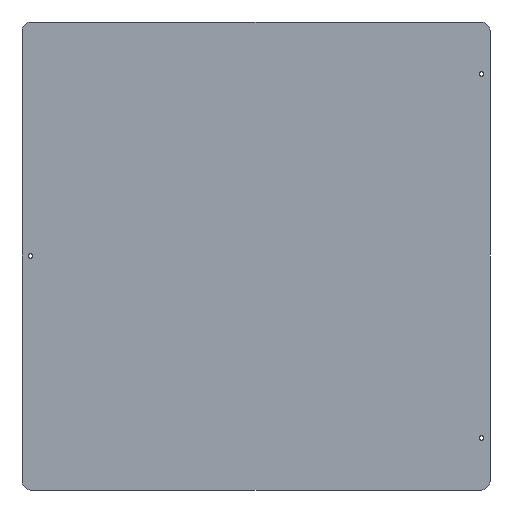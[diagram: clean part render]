
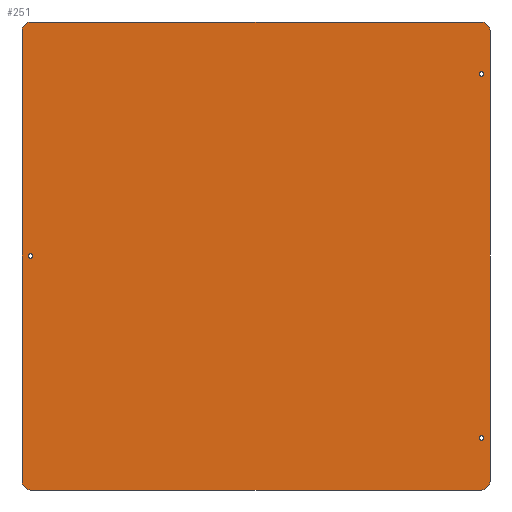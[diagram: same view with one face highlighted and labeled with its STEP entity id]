
A CAD part, front view. The second image highlights one B-rep face of the part: STEP entity #251.
In plain terms, the highlighted planar face has unit normal (0, -1, 0).
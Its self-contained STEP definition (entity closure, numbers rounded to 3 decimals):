
#18=FACE_BOUND('',#56,.T.);
#19=FACE_BOUND('',#57,.T.);
#20=FACE_BOUND('',#58,.T.);
#26=PLANE('',#292);
#39=FACE_OUTER_BOUND('',#55,.T.);
#55=EDGE_LOOP('',(#221,#222,#223,#224,#225,#226,#227,#228));
#56=EDGE_LOOP('',(#229));
#57=EDGE_LOOP('',(#230));
#58=EDGE_LOOP('',(#231));
#63=LINE('',#383,#82);
#69=LINE('',#409,#88);
#72=LINE('',#417,#91);
#77=LINE('',#435,#96);
#82=VECTOR('',#307,10.);
#88=VECTOR('',#333,10.);
#91=VECTOR('',#342,10.);
#96=VECTOR('',#365,10.);
#97=CIRCLE('',#267,5.);
#105=CIRCLE('',#278,5.);
#106=CIRCLE('',#281,5.);
#107=CIRCLE('',#284,5.);
#108=CIRCLE('',#286,1.265);
#109=CIRCLE('',#288,1.265);
#110=CIRCLE('',#290,1.265);
#111=VERTEX_POINT('',#370);
#112=VERTEX_POINT('',#371);
#116=VERTEX_POINT('',#381);
#125=VERTEX_POINT('',#403);
#126=VERTEX_POINT('',#407);
#127=VERTEX_POINT('',#411);
#128=VERTEX_POINT('',#415);
#129=VERTEX_POINT('',#419);
#130=VERTEX_POINT('',#423);
#131=VERTEX_POINT('',#427);
#132=VERTEX_POINT('',#431);
#133=EDGE_CURVE('',#111,#112,#97,.T.);
#139=EDGE_CURVE('',#111,#116,#63,.T.);
#149=EDGE_CURVE('',#125,#116,#105,.T.);
#152=EDGE_CURVE('',#125,#126,#69,.T.);
#153=EDGE_CURVE('',#127,#126,#106,.T.);
#156=EDGE_CURVE('',#127,#128,#72,.T.);
#157=EDGE_CURVE('',#129,#128,#107,.T.);
#160=EDGE_CURVE('',#130,#130,#108,.T.);
#162=EDGE_CURVE('',#131,#131,#109,.T.);
#164=EDGE_CURVE('',#132,#132,#110,.T.);
#165=EDGE_CURVE('',#129,#112,#77,.T.);
#221=ORIENTED_EDGE('',*,*,#133,.F.);
#222=ORIENTED_EDGE('',*,*,#139,.T.);
#223=ORIENTED_EDGE('',*,*,#149,.F.);
#224=ORIENTED_EDGE('',*,*,#152,.T.);
#225=ORIENTED_EDGE('',*,*,#153,.F.);
#226=ORIENTED_EDGE('',*,*,#156,.T.);
#227=ORIENTED_EDGE('',*,*,#157,.F.);
#228=ORIENTED_EDGE('',*,*,#165,.T.);
#229=ORIENTED_EDGE('',*,*,#160,.T.);
#230=ORIENTED_EDGE('',*,*,#162,.T.);
#231=ORIENTED_EDGE('',*,*,#164,.T.);
#251=ADVANCED_FACE('',(#39,#18,#19,#20),#26,.T.);
#267=AXIS2_PLACEMENT_3D('',#372,#297,#298);
#278=AXIS2_PLACEMENT_3D('',#404,#327,#328);
#281=AXIS2_PLACEMENT_3D('',#412,#336,#337);
#284=AXIS2_PLACEMENT_3D('',#420,#345,#346);
#286=AXIS2_PLACEMENT_3D('',#425,#351,#352);
#288=AXIS2_PLACEMENT_3D('',#429,#356,#357);
#290=AXIS2_PLACEMENT_3D('',#433,#361,#362);
#292=AXIS2_PLACEMENT_3D('',#436,#366,#367);
#297=DIRECTION('center_axis',(0.,1.,0.));
#298=DIRECTION('ref_axis',(-0.707,0.,-0.707));
#307=DIRECTION('',(1.,0.,0.));
#327=DIRECTION('center_axis',(0.,1.,0.));
#328=DIRECTION('ref_axis',(0.707,0.,-0.707));
#333=DIRECTION('',(0.,0.,1.));
#336=DIRECTION('center_axis',(0.,1.,0.));
#337=DIRECTION('ref_axis',(0.707,0.,0.707));
#342=DIRECTION('',(-1.,0.,0.));
#345=DIRECTION('center_axis',(0.,1.,0.));
#346=DIRECTION('ref_axis',(-0.707,0.,0.707));
#351=DIRECTION('center_axis',(0.,1.,0.));
#352=DIRECTION('ref_axis',(0.,0.,1.));
#356=DIRECTION('center_axis',(0.,1.,0.));
#357=DIRECTION('ref_axis',(0.,0.,1.));
#361=DIRECTION('center_axis',(0.,1.,0.));
#362=DIRECTION('ref_axis',(0.,0.,1.));
#365=DIRECTION('',(0.,0.,-1.));
#366=DIRECTION('center_axis',(0.,-1.,0.));
#367=DIRECTION('ref_axis',(0.,0.,-1.));
#370=CARTESIAN_POINT('',(-130.,-8.,-135.));
#371=CARTESIAN_POINT('',(-135.,-8.,-130.));
#372=CARTESIAN_POINT('Origin',(-130.,-8.,-130.));
#381=CARTESIAN_POINT('',(130.,-8.,-135.));
#383=CARTESIAN_POINT('',(135.,-8.,-135.));
#403=CARTESIAN_POINT('',(135.,-8.,-130.));
#404=CARTESIAN_POINT('Origin',(130.,-8.,-130.));
#407=CARTESIAN_POINT('',(135.,-8.,130.));
#409=CARTESIAN_POINT('',(135.,-8.,135.));
#411=CARTESIAN_POINT('',(130.,-8.,135.));
#412=CARTESIAN_POINT('Origin',(130.,-8.,130.));
#415=CARTESIAN_POINT('',(-130.,-8.,135.));
#417=CARTESIAN_POINT('',(-135.,-8.,135.));
#419=CARTESIAN_POINT('',(-135.,-8.,130.));
#420=CARTESIAN_POINT('Origin',(-130.,-8.,130.));
#423=CARTESIAN_POINT('',(130.,-8.,-106.265));
#425=CARTESIAN_POINT('Origin',(130.,-8.,-105.));
#427=CARTESIAN_POINT('',(-130.,-8.,-1.265));
#429=CARTESIAN_POINT('Origin',(-130.,-8.,0.));
#431=CARTESIAN_POINT('',(130.,-8.,103.736));
#433=CARTESIAN_POINT('Origin',(130.,-8.,105.));
#435=CARTESIAN_POINT('',(-135.,-8.,-135.));
#436=CARTESIAN_POINT('Origin',(0.,-8.,0.));
